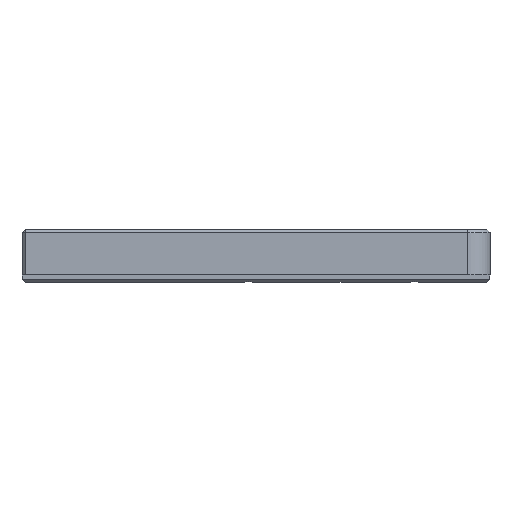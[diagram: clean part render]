
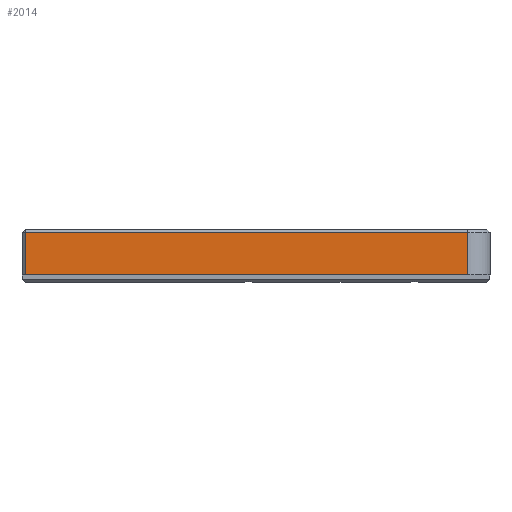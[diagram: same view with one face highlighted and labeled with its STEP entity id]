
A CAD part, left-side view. The second image highlights one B-rep face of the part: STEP entity #2014.
In plain terms, the highlighted planar face has unit normal (-1, 0, 0).
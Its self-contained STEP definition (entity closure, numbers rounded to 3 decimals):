
#188=FACE_OUTER_BOUND('',#304,.T.);
#304=EDGE_LOOP('',(#1426,#1427,#1428,#1429));
#430=LINE('',#2980,#644);
#478=LINE('',#3102,#692);
#479=LINE('',#3104,#693);
#480=LINE('',#3105,#694);
#644=VECTOR('',#2351,10.);
#692=VECTOR('',#2469,10.);
#693=VECTOR('',#2470,10.);
#694=VECTOR('',#2471,3.);
#858=VERTEX_POINT('',#2978);
#859=VERTEX_POINT('',#2979);
#898=VERTEX_POINT('',#3101);
#899=VERTEX_POINT('',#3103);
#1041=EDGE_CURVE('',#858,#859,#430,.T.);
#1103=EDGE_CURVE('',#898,#858,#478,.T.);
#1104=EDGE_CURVE('',#898,#899,#479,.T.);
#1105=EDGE_CURVE('',#859,#899,#480,.T.);
#1426=ORIENTED_EDGE('',*,*,#1041,.F.);
#1427=ORIENTED_EDGE('',*,*,#1103,.F.);
#1428=ORIENTED_EDGE('',*,*,#1104,.T.);
#1429=ORIENTED_EDGE('',*,*,#1105,.F.);
#1937=PLANE('',#2160);
#2014=ADVANCED_FACE('',(#188),#1937,.T.);
#2160=AXIS2_PLACEMENT_3D('',#3100,#2467,#2468);
#2351=DIRECTION('',(0.,-1.,0.));
#2467=DIRECTION('center_axis',(-1.,0.,0.));
#2468=DIRECTION('ref_axis',(0.,0.,1.));
#2469=DIRECTION('',(0.,0.,1.));
#2470=DIRECTION('',(0.,-1.,0.));
#2471=DIRECTION('',(0.,0.,-1.));
#2978=CARTESIAN_POINT('',(-76.101,388.329,93.6));
#2979=CARTESIAN_POINT('',(-76.101,329.729,93.6));
#2980=CARTESIAN_POINT('',(-76.101,343.508,93.6));
#3100=CARTESIAN_POINT('Origin',(-76.101,345.,94.));
#3101=CARTESIAN_POINT('',(-76.101,388.329,88.));
#3102=CARTESIAN_POINT('',(-76.101,388.329,94.));
#3103=CARTESIAN_POINT('',(-76.101,329.729,88.));
#3104=CARTESIAN_POINT('',(-76.101,362.53,88.));
#3105=CARTESIAN_POINT('',(-76.101,329.729,81.));
